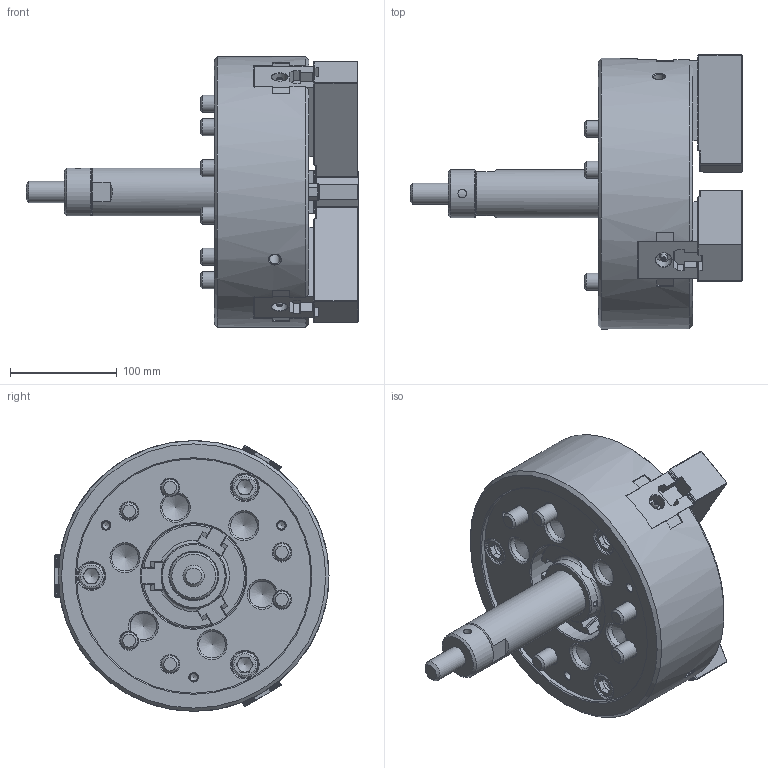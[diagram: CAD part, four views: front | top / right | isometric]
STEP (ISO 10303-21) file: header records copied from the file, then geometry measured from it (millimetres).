
FILE_DESCRIPTION(/* description */ ('Unknown'),/* implementation_level */ '2;1');
FILE_NAME(/* name */ 'N10-Solid',/* time_stamp */ '2019-08-14T15:59:39+01:00',/* author */ ('Unknown'),/* organization */ ('Unknown'),/* preprocessor_version */ 'ST-DEVELOPER v16.7',/* originating_system */ 'DEX',/* authorisation */ $);
FILE_SCHEMA (('AUTOMOTIVE_DESIGN {1 0 10303 214 3 1 1}'));
Products named in the file (1): N-10
Bounding box: 311.5 x 257.11 x 254 mm (x, y, z)
Volume: 4605170.2 mm3; surface area: 643829.3 mm2
Topology: 36 solids, 36 shells, 3533 faces, 9856 edges, 6423 vertices
Faces by surface type: plane 2944, cone 246, cylinder 242, bspline 48, torus 47, sphere 6
Full cylindrical faces by diameter (mm): 1.5 x6, 1.9 x3, 3.8 x24, 4.134 x3, 5 x11, 5.5 x3, 6 x6, 6.917 x3, 8 x4, 8.5 x3, 9.5 x3, 10 x2, 10.6 x2, 12 x12, 13 x6, 14 x9, 15 x3, 16 x12, 17 x9, 18 x6, 19 x6, 20 x3, 24 x9, 25 x12, 27 x1, 34 x2, 38 x2, 43.376 x1, 45 x2, 47 x1
Entity records: 119416 total; most frequent: CARTESIAN_POINT 25044, ORIENTED_EDGE 18754, DIRECTION 17275, EDGE_CURVE 9377, LINE 8029, VECTOR 8029, VERTEX_POINT 6344, AXIS2_PLACEMENT_3D 4623
